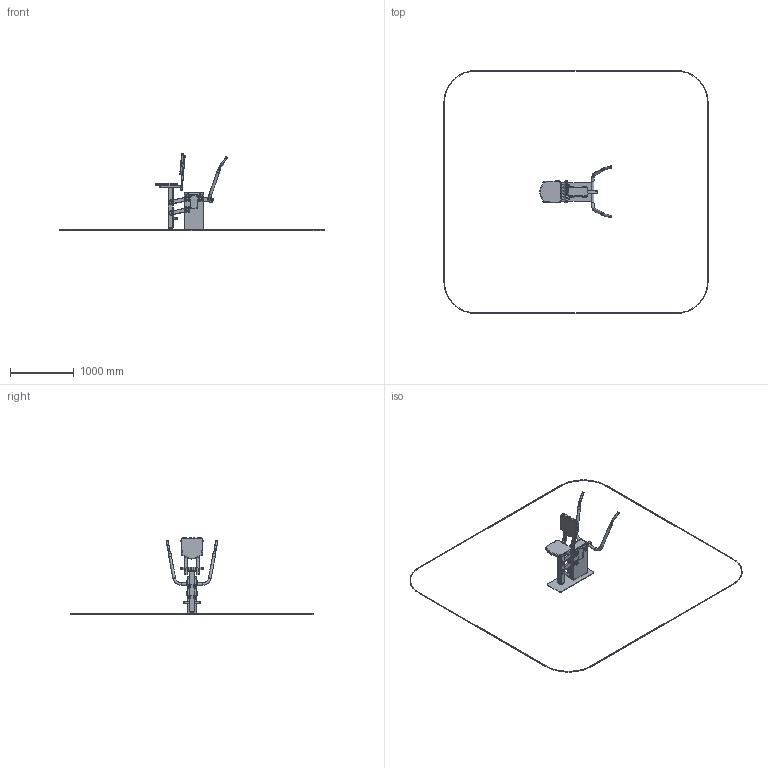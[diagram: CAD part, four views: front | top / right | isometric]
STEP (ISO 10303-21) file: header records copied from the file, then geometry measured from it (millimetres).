
FILE_DESCRIPTION(('STEP AP214'), '1');
FILE_NAME('óëè÷íûé òðåíàæåð_Æèì ê ãðóäè', '', ('UNSPECIFIED'), ('UNSPECIFIED'), 'C3D Converter', 'C3D Toolkit', '');
FILE_SCHEMA(('AUTOMOTIVE_DESIGN { 1 0 10303 214 3 1 1}'));
Length unit declared in the file: millimetre
Products named in the file (57): УТ-31.00.00.00; УТ-10.00.02.04; УТ-31.00.02.02; УТ-31.00.02.01; УТ-10.1Н.00.01.00; УТ-10.1Н.00.01.02; УТ-10.1Н.00.01.01; УТ-10.00.00.04; УТ-31.01.00.00; УТ-31.01.01.00-3020; УТ-31.01.01.02; УТ-10.01.01.04; УТ-31.01.01.01; УТ-10.01.01.02; УТ-10.01.01.05; 25ДУЧК; УТ-31.00.04.00-3020; В-02; УТ-31.00.04.01; УТ-31.00.05.00-3020; УТ-31.00.05.01; В-03; УТ-31.02.00.00; УТ-31.02.01.00-3020; УТ-15.03.01.03; УТ-15.03.01.02; УТ-10.02.01.03; 25-50ПЧК; СД1ЧК; УТ-31.03.00.00; УТ-31.03.01.00-3020; УТ-31.03.01.03; УТ-31.03.01.02; УТ-31.03.01.01; УТ-31.03.01.04; 40-60ПЧК; УТ-31.00.01.00-5005; УТ-31.00.01.01; УТ-31.00.01.02; ФК-03.03
Assembly tree (109 placements, depth 5):
  УТ-31.00.00.00
    (unnamed)
      (unnamed)
        УТ-10.00.02.04
        УТ-31.00.02.02
        УТ-31.00.02.01
    УТ-10.1Н.00.01.00  x10
      УТ-10.1Н.00.01.02
      УТ-10.1Н.00.01.01
    УТ-10.00.00.04  x2
    УТ-31.01.00.00
      УТ-31.01.01.00-3020
        УТ-31.01.01.02
        УТ-10.01.01.04
        УТ-31.01.01.01
        УТ-10.01.01.02
        УТ-10.01.01.05
      25ДУЧК  x2
      (unnamed)
    УТ-31.00.04.00-3020
      В-02  x2
      УТ-31.00.04.01
    УТ-31.00.05.00-3020
      В-02  x2
      УТ-31.00.05.01
      (unnamed)  x2
        (unnamed)
        (unnamed)
        (unnamed)
        (unnamed)
      В-03
    УТ-31.02.00.00
      УТ-31.02.01.00-3020
        УТ-15.03.01.03  x2
        УТ-15.03.01.02  x2
        УТ-10.02.01.03
      25-50ПЧК  x6
      СД1ЧК  x2
    УТ-31.03.00.00
      УТ-31.03.01.00-3020
        УТ-31.03.01.03  x2
        УТ-31.03.01.02  x2
        УТ-31.03.01.01
        В-02
        (unnamed)  x2
          (unnamed)
          (unnamed)
          (unnamed)
          (unnamed)
        В-03
        УТ-31.03.01.04  x2
      40-60ПЧК
      (unnamed)  x2
    УТ-31.00.01.00-5005
      УТ-31.00.01.01
      УТ-31.00.01.02  x2
    (unnamed)
      (unnamed)
        ФК-03.03  x6
        (unnamed)  x2
Bounding box: 4138.21 x 3807 x 1206.35 mm (x, y, z)
Volume: 16716775.2 mm3; surface area: 5248216.9 mm2
Topology: 113 solids, 123 shells, 1550 faces, 3346 edges, 2046 vertices
Faces by surface type: plane 598, cylinder 464, cone 263, torus 189, sphere 36
Full cylindrical faces by diameter (mm): 4 x2, 4.917 x4, 6.5 x8, 6.647 x5, 8 x1, 8.5 x1, 10 x4, 12 x1, 14 x1, 20 x4, 21.8 x4, 24 x2, 26 x2, 26.8 x4, 27.29 x8, 27.9 x2, 28 x1, 28.4 x1, 30 x4, 33.5 x2, 34 x6, 37 x4, 38 x2, 39.71 x8, 43 x16, 46 x20, 47 x23, 49 x15, 53 x20, 55 x10
Entity records: 22348 total; most frequent: CARTESIAN_POINT 3274, DIRECTION 3064, ORIENTED_EDGE 2406, EDGE_CURVE 1203, AXIS2_PLACEMENT_3D 1184, VERTEX_POINT 857, EDGE_LOOP 850, LINE 696
